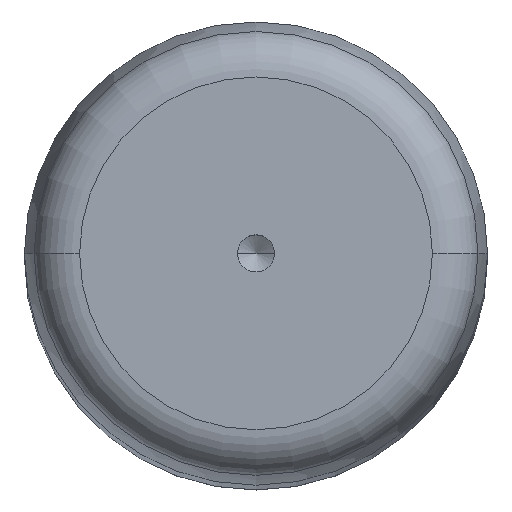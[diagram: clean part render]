
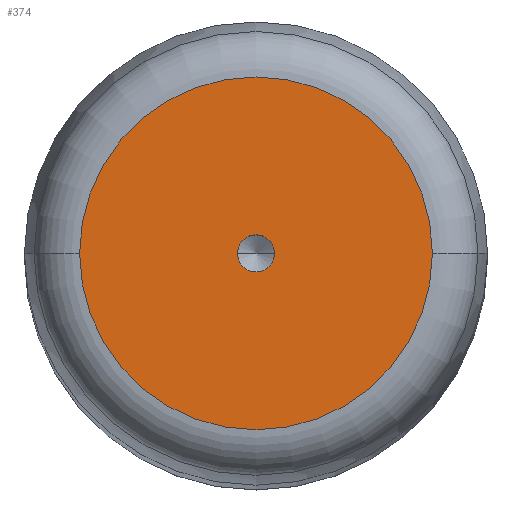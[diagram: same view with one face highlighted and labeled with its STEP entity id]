
A CAD part, top view. The second image highlights one B-rep face of the part: STEP entity #374.
In plain terms, the highlighted planar face has unit normal (0, 0, 1).
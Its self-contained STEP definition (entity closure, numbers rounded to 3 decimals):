
#39 = ORIENTED_EDGE ( 'NONE', *, *, #54, .F. ) ;
#54 = EDGE_CURVE ( 'NONE', #573, #322, #514, .T. ) ;
#85 = CARTESIAN_POINT ( 'NONE',  ( 1., 0., 160. ) ) ;
#87 = PLANE ( 'NONE',  #517 ) ;
#93 = ORIENTED_EDGE ( 'NONE', *, *, #313, .T. ) ;
#103 = EDGE_LOOP ( 'NONE', ( #317, #93 ) ) ;
#137 = DIRECTION ( 'NONE',  ( 1., 0., 0. ) ) ;
#146 = CARTESIAN_POINT ( 'NONE',  ( 0., 0., 160. ) ) ;
#168 = FACE_BOUND ( 'NONE', #229, .T. ) ;
#178 = FACE_OUTER_BOUND ( 'NONE', #103, .T. ) ;
#187 = DIRECTION ( 'NONE',  ( 1., 0., 0. ) ) ;
#191 = CARTESIAN_POINT ( 'NONE',  ( -9.521, 0., 160. ) ) ;
#192 = DIRECTION ( 'NONE',  ( 0., 0., 1. ) ) ;
#229 = EDGE_LOOP ( 'NONE', ( #572, #39 ) ) ;
#313 = EDGE_CURVE ( 'NONE', #330, #426, #595, .T. ) ;
#317 = ORIENTED_EDGE ( 'NONE', *, *, #355, .T. ) ;
#322 = VERTEX_POINT ( 'NONE', #85 ) ;
#323 = EDGE_CURVE ( 'NONE', #322, #573, #393, .T. ) ;
#330 = VERTEX_POINT ( 'NONE', #191 ) ;
#344 = CARTESIAN_POINT ( 'NONE',  ( 0., 0., 160. ) ) ;
#347 = CARTESIAN_POINT ( 'NONE',  ( 0., 0., 160. ) ) ;
#348 = AXIS2_PLACEMENT_3D ( 'NONE', #146, #192, #137 ) ;
#349 = DIRECTION ( 'NONE',  ( 0., 0., 1. ) ) ;
#355 = EDGE_CURVE ( 'NONE', #426, #330, #634, .T. ) ;
#374 = ADVANCED_FACE ( 'NONE', ( #168, #178 ), #87, .T. ) ;
#393 = CIRCLE ( 'NONE', #537, 1. ) ;
#406 = DIRECTION ( 'NONE',  ( 1., 0., 0. ) ) ;
#426 = VERTEX_POINT ( 'NONE', #500 ) ;
#439 = CARTESIAN_POINT ( 'NONE',  ( 0., 0., 160. ) ) ;
#444 = DIRECTION ( 'NONE',  ( 1., 0., 0. ) ) ;
#461 = AXIS2_PLACEMENT_3D ( 'NONE', #563, #349, #444 ) ;
#485 = DIRECTION ( 'NONE',  ( 0., 0., 1. ) ) ;
#500 = CARTESIAN_POINT ( 'NONE',  ( 9.521, 0., 160. ) ) ;
#514 = CIRCLE ( 'NONE', #461, 1. ) ;
#517 = AXIS2_PLACEMENT_3D ( 'NONE', #347, #614, #406 ) ;
#522 = AXIS2_PLACEMENT_3D ( 'NONE', #439, #485, #187 ) ;
#537 = AXIS2_PLACEMENT_3D ( 'NONE', #344, #549, #546 ) ;
#546 = DIRECTION ( 'NONE',  ( 1., 0., 0. ) ) ;
#549 = DIRECTION ( 'NONE',  ( 0., 0., 1. ) ) ;
#563 = CARTESIAN_POINT ( 'NONE',  ( 0., 0., 160. ) ) ;
#565 = CARTESIAN_POINT ( 'NONE',  ( -1., 0., 160. ) ) ;
#572 = ORIENTED_EDGE ( 'NONE', *, *, #323, .F. ) ;
#573 = VERTEX_POINT ( 'NONE', #565 ) ;
#595 = CIRCLE ( 'NONE', #522, 9.521 ) ;
#614 = DIRECTION ( 'NONE',  ( 0., 0., 1. ) ) ;
#634 = CIRCLE ( 'NONE', #348, 9.521 ) ;
